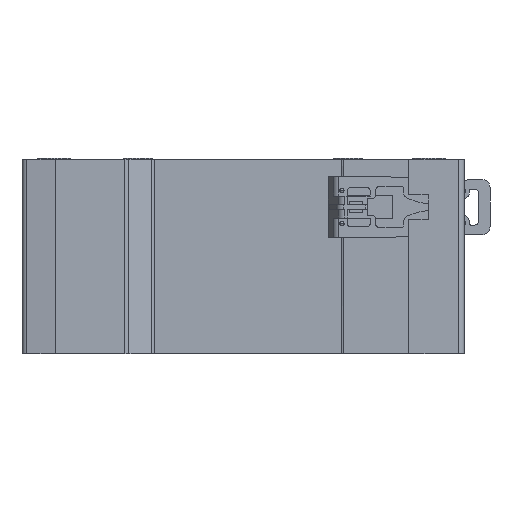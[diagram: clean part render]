
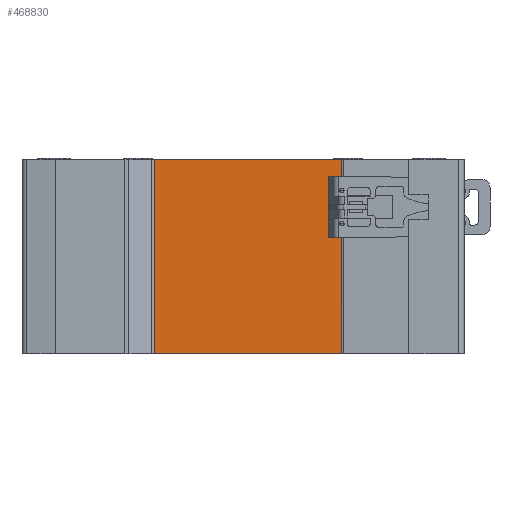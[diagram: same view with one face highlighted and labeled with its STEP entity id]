
A CAD part, front view. The second image highlights one B-rep face of the part: STEP entity #468830.
In plain terms, the highlighted planar face has unit normal (0, -1, 0).
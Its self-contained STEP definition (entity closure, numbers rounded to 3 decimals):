
#121220=CARTESIAN_POINT('',(57.8,5.5,8.7));
#121230=VERTEX_POINT('',#121220);
#121260=CARTESIAN_POINT('',(22.234,5.5,8.7));
#121270=DIRECTION('',(1.,0.,0.));
#121280=VECTOR('',#121270,1.);
#121290=LINE('',#121260,#121280);
#121300=CARTESIAN_POINT('',(22.5,5.5,8.7));
#121310=VERTEX_POINT('',#121300);
#121320=EDGE_CURVE('',#121310,#121230,#121290,.T.);
#133910=CARTESIAN_POINT('',(22.5,5.5,-26.55));
#133920=VERTEX_POINT('',#133910);
#133950=CARTESIAN_POINT('',(22.234,5.5,-26.55));
#133960=DIRECTION('',(1.,0.,0.));
#133970=VECTOR('',#133960,1.);
#133980=LINE('',#133950,#133970);
#133990=CARTESIAN_POINT('',(57.8,5.5,-26.55));
#134000=VERTEX_POINT('',#133990);
#134010=EDGE_CURVE('',#133920,#134000,#133980,.T.);
#292380=CARTESIAN_POINT('',(58.695,5.5,-2.1));
#292390=VERTEX_POINT('',#292380);
#292420=CARTESIAN_POINT('',(58.695,5.5,
8.7));
#292430=DIRECTION('',(0.,0.,1.));
#292440=VECTOR('',#292430,1.);
#292450=LINE('',#292420,#292440);
#292460=CARTESIAN_POINT('',(58.695,5.5,
-0.418));
#292470=VERTEX_POINT('',#292460);
#292480=EDGE_CURVE('',#292390,#292470,#292450,.T.);
#293260=CARTESIAN_POINT('',(58.,5.5,2.1));
#293270=VERTEX_POINT('',#293260);
#293300=CARTESIAN_POINT('',(22.234,5.5,2.1));
#293310=DIRECTION('',(1.,0.,0.));
#293320=VECTOR('',#293310,1.);
#293330=LINE('',#293300,#293320);
#293340=CARTESIAN_POINT('',(57.8,5.5,2.1));
#293350=VERTEX_POINT('',#293340);
#293360=EDGE_CURVE('',#293350,#293270,#293330,.T.);
#306340=CARTESIAN_POINT('',(57.8,5.5,-2.1));
#306350=VERTEX_POINT('',#306340);
#306380=CARTESIAN_POINT('',(22.234,5.5,-2.1));
#306390=DIRECTION('',(1.,0.,0.));
#306400=VECTOR('',#306390,1.);
#306410=LINE('',#306380,#306400);
#306420=EDGE_CURVE('',#306350,#292390,#306410,.T.);
#467980=CARTESIAN_POINT('',(58.,5.5,-0.433));
#467990=VERTEX_POINT('',#467980);
#468020=CARTESIAN_POINT('',(58.,5.5,8.7));
#468030=DIRECTION('',(0.,0.,-1.));
#468040=VECTOR('',#468030,1.);
#468050=LINE('',#468020,#468040);
#468060=EDGE_CURVE('',#293270,#467990,#468050,.T.);
#468460=CARTESIAN_POINT('',(58.,5.5,-17.7));
#468470=DIRECTION('',(-0.,-1.,-0.));
#468480=DIRECTION('',(-1.,0.,0.));
#468490=AXIS2_PLACEMENT_3D('',#468460,#468470,#468480);
#468500=PLANE('',#468490);
#468510=CARTESIAN_POINT('',(22.5,5.5,-1.219));
#468520=DIRECTION('',(1.,0.,0.022));
#468530=VECTOR('',#468520,1.);
#468540=LINE('',#468510,#468530);
#468550=EDGE_CURVE('',#467990,#292470,#468540,.T.);
#468560=ORIENTED_EDGE('',*,*,#468550,.F.);
#468570=ORIENTED_EDGE('',*,*,#292480,.T.);
#468580=ORIENTED_EDGE('',*,*,#306420,.T.);
#468590=CARTESIAN_POINT('',(57.8,5.5,8.7));
#468600=DIRECTION('',(0.,0.,-1.));
#468610=VECTOR('',#468600,1.);
#468620=LINE('',#468590,#468610);
#468630=EDGE_CURVE('',#306350,#134000,#468620,.T.);
#468640=ORIENTED_EDGE('',*,*,#468630,.F.);
#468650=ORIENTED_EDGE('',*,*,#134010,.T.);
#468660=CARTESIAN_POINT('',(22.5,5.5,8.7));
#468670=DIRECTION('',(0.,0.,-1.));
#468680=VECTOR('',#468670,1.);
#468690=LINE('',#468660,#468680);
#468700=EDGE_CURVE('',#121310,#133920,#468690,.T.);
#468710=ORIENTED_EDGE('',*,*,#468700,.T.);
#468720=ORIENTED_EDGE('',*,*,#121320,.F.);
#468730=CARTESIAN_POINT('',(57.8,5.5,8.7));
#468740=DIRECTION('',(0.,0.,1.));
#468750=VECTOR('',#468740,1.);
#468760=LINE('',#468730,#468750);
#468770=EDGE_CURVE('',#293350,#121230,#468760,.T.);
#468780=ORIENTED_EDGE('',*,*,#468770,.T.);
#468790=ORIENTED_EDGE('',*,*,#293360,.F.);
#468800=ORIENTED_EDGE('',*,*,#468060,.F.);
#468810=EDGE_LOOP('',(#468800,#468790,#468780,#468720,#468710,#468650,
#468640,#468580,#468570,#468560));
#468820=FACE_OUTER_BOUND('',#468810,.T.);
#468830=ADVANCED_FACE('',(#468820),#468500,.T.);
